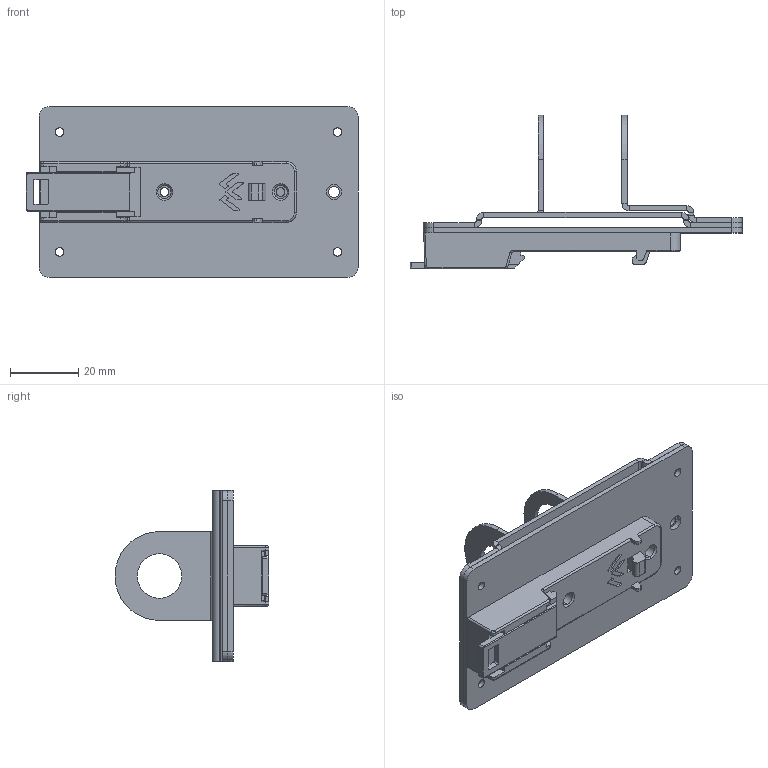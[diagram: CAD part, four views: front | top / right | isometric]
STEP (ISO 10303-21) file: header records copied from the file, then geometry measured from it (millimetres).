
FILE_DESCRIPTION(('FreeCAD Model'),'2;1');
FILE_NAME('Open CASCADE Shape Model','2022-11-21T17:24:51',('Author'),( ''),'Open CASCADE STEP processor 7.5','FreeCAD','Unknown');
FILE_SCHEMA(('AUTOMOTIVE_DESIGN { 1 0 10303 214 1 1 1 1 }'));
Length unit declared in the file: millimetre
Products named in the file (9): Unbenannt; apra_442-311-35; 044231135.STEP; 044231122.STEP_Teil_KO; 044231123.STEP_Teil_KO; 044231131.STEP_Teil_KO; Blechteil_C_Teil_KO; Blechteil_B_Teil_KO; Blechteil_A_Teil_KO
Assembly tree (8 placements, depth 4):
  Unbenannt
    apra_442-311-35
      044231135.STEP
        044231122.STEP_Teil_KO
        044231123.STEP_Teil_KO
        044231131.STEP_Teil_KO
    Blechteil_C_Teil_KO
    Blechteil_B_Teil_KO
    Blechteil_A_Teil_KO
Bounding box: 97.05 x 45 x 50 mm (x, y, z)
Volume: 20956.7 mm3; surface area: 29745.4 mm2
Topology: 6 solids, 6 shells, 626 faces, 1646 edges, 1064 vertices
Faces by surface type: plane 380, bspline 125, cylinder 82, cone 37, torus 2
Full cylindrical faces by diameter (mm): 2.5 x6, 3.3 x5, 4.4 x1, 13 x1, 17.8 x1
Entity records: 55496 total; most frequent: CARTESIAN_POINT 24058, DIRECTION 5153, LINE 3675, VECTOR 3675, ORIENTED_EDGE 3292, PCURVE 3292, DEFINITIONAL_REPRESENTATION 3292, EDGE_CURVE 1646
